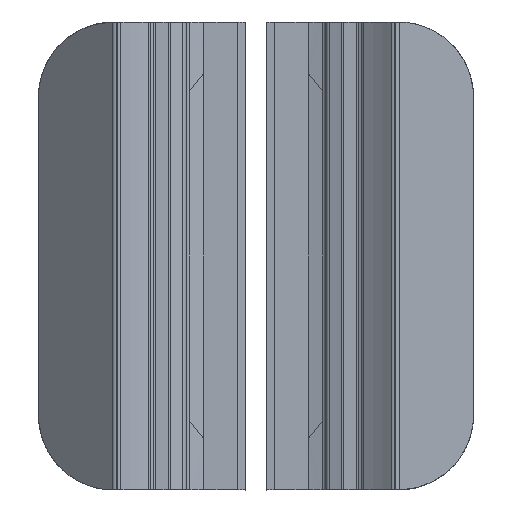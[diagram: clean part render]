
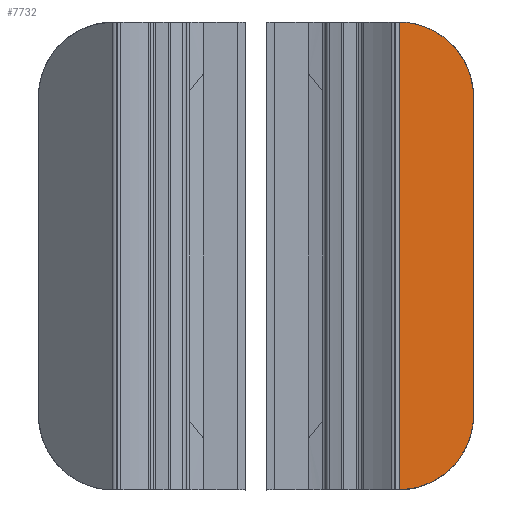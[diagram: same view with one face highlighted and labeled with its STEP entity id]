
A CAD part, left-side view. The second image highlights one B-rep face of the part: STEP entity #7732.
In plain terms, the highlighted planar face has unit normal (-0.707, -0.707, 0).
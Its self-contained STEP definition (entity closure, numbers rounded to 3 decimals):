
#669 = CARTESIAN_POINT ( 'NONE',  ( -41.228, -3.204, 11.845 ) ) ;
#1254 =( BOUNDED_CURVE ( )  B_SPLINE_CURVE ( 3, ( #10128, #6717, #10070, #5743 ),
 .UNSPECIFIED., .F., .F. ) 
 B_SPLINE_CURVE_WITH_KNOTS ( ( 4, 4 ),
 ( 4.725, 6.283 ),
 .UNSPECIFIED. ) 
 CURVE ( )  GEOMETRIC_REPRESENTATION_ITEM ( )  RATIONAL_B_SPLINE_CURVE ( ( 1., 0.808, 0.808, 1. ) ) 
 REPRESENTATION_ITEM ( '' )  );
#1786 = VERTEX_POINT ( 'NONE', #6765 ) ;
#2172 = CARTESIAN_POINT ( 'NONE',  ( -45.67, 1.238, 24.748 ) ) ;
#2517 = EDGE_CURVE ( 'NONE', #6229, #1786, #1254, .T. ) ;
#2709 = EDGE_CURVE ( 'NONE', #10062, #6229, #6323, .T. ) ;
#2849 = CARTESIAN_POINT ( 'NONE',  ( -41.228, -3.204, 9.236 ) ) ;
#3904 = ORIENTED_EDGE ( 'NONE', *, *, #2517, .T. ) ;
#4113 = CARTESIAN_POINT ( 'NONE',  ( -43.061, -1.371, 13.701 ) ) ;
#4603 = DIRECTION ( 'NONE',  ( 0.707, 0.707, 0. ) ) ;
#4889 = EDGE_CURVE ( 'NONE', #1786, #8392, #6883, .T. ) ;
#5422 = CARTESIAN_POINT ( 'NONE',  ( -40.206, -4.227, 24.748 ) ) ;
#5743 = CARTESIAN_POINT ( 'NONE',  ( -41.228, -3.204, -9.739 ) ) ;
#5921 = VECTOR ( 'NONE', #9314, 1000. ) ;
#6229 = VERTEX_POINT ( 'NONE', #7974 ) ;
#6323 = LINE ( 'NONE', #2172, #7846 ) ;
#6503 = AXIS2_PLACEMENT_3D ( 'NONE', #5422, #4603, #8837 ) ;
#6717 = CARTESIAN_POINT ( 'NONE',  ( -43.061, -1.371, -14.205 ) ) ;
#6765 = CARTESIAN_POINT ( 'NONE',  ( -41.228, -3.204, -9.739 ) ) ;
#6883 = LINE ( 'NONE', #7508, #5921 ) ;
#7158 = ORIENTED_EDGE ( 'NONE', *, *, #7464, .T. ) ;
#7464 = EDGE_CURVE ( 'NONE', #8392, #10062, #10215, .T. ) ;
#7508 = CARTESIAN_POINT ( 'NONE',  ( -41.228, -3.204, -21.264 ) ) ;
#7547 = ORIENTED_EDGE ( 'NONE', *, *, #2709, .T. ) ;
#7596 = ORIENTED_EDGE ( 'NONE', *, *, #4889, .T. ) ;
#7732 = ADVANCED_FACE ( 'NONE', ( #8771 ), #9602, .F. ) ;
#7846 = VECTOR ( 'NONE', #10500, 1000. ) ;
#7974 = CARTESIAN_POINT ( 'NONE',  ( -45.67, 1.238, -14.238 ) ) ;
#8084 = CARTESIAN_POINT ( 'NONE',  ( -45.67, 1.238, 13.735 ) ) ;
#8392 = VERTEX_POINT ( 'NONE', #2849 ) ;
#8579 = CARTESIAN_POINT ( 'NONE',  ( -45.67, 1.238, 13.735 ) ) ;
#8771 = FACE_OUTER_BOUND ( 'NONE', #8970, .T. ) ;
#8837 = DIRECTION ( 'NONE',  ( -0.707, 0.707, 0. ) ) ;
#8970 = EDGE_LOOP ( 'NONE', ( #7547, #3904, #7596, #7158 ) ) ;
#9314 = DIRECTION ( 'NONE',  ( 0., 0., 1. ) ) ;
#9602 = PLANE ( 'NONE',  #6503 ) ;
#10062 = VERTEX_POINT ( 'NONE', #8579 ) ;
#10070 = CARTESIAN_POINT ( 'NONE',  ( -41.228, -3.204, -12.348 ) ) ;
#10128 = CARTESIAN_POINT ( 'NONE',  ( -45.67, 1.238, -14.238 ) ) ;
#10215 =( BOUNDED_CURVE ( )  B_SPLINE_CURVE ( 3, ( #10654, #669, #4113, #8084 ),
 .UNSPECIFIED., .F., .F. ) 
 B_SPLINE_CURVE_WITH_KNOTS ( ( 4, 4 ),
 ( 0., 1.558 ),
 .UNSPECIFIED. ) 
 CURVE ( )  GEOMETRIC_REPRESENTATION_ITEM ( )  RATIONAL_B_SPLINE_CURVE ( ( 1., 0.808, 0.808, 1. ) ) 
 REPRESENTATION_ITEM ( '' )  );
#10500 = DIRECTION ( 'NONE',  ( 0., 0., -1. ) ) ;
#10654 = CARTESIAN_POINT ( 'NONE',  ( -41.228, -3.204, 9.236 ) ) ;
